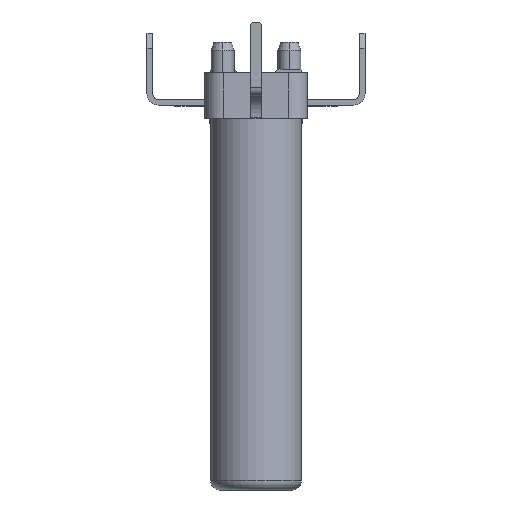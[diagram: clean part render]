
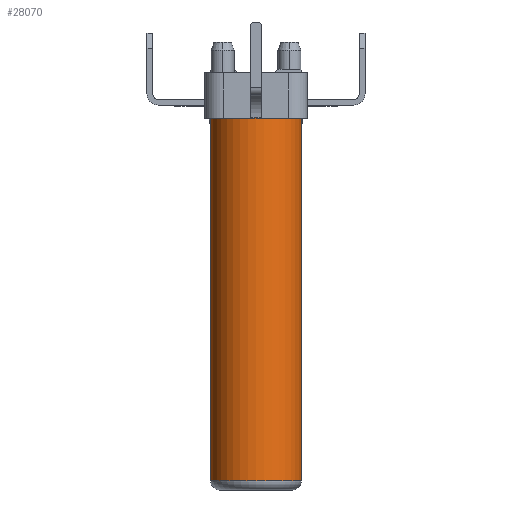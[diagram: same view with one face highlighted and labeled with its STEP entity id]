
A CAD part, left-side view. The second image highlights one B-rep face of the part: STEP entity #28070.
In plain terms, the highlighted cylindrical face has radius 1.2 mm (diameter 2.4 mm), a partial arc.
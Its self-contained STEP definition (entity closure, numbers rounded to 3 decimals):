
#6003=CARTESIAN_POINT('',(-2.925,0.05,0.714));
#6004=DIRECTION('',(0.,0.,-1.));
#6005=DIRECTION('',(0.,-1.,0.));
#6006=AXIS2_PLACEMENT_3D('',#6003,#6004,#6005);
#6008=CARTESIAN_POINT('',(-2.925,0.05,0.714));
#6009=DIRECTION('',(0.,0.,-1.));
#6010=DIRECTION('',(-1.,0.,0.));
#6011=AXIS2_PLACEMENT_3D('',#6008,#6009,#6010);
#6418=CARTESIAN_POINT('',(-2.925,0.05,-8.836));
#6419=DIRECTION('',(0.,0.,1.));
#6420=DIRECTION('',(0.,1.,0.));
#6421=AXIS2_PLACEMENT_3D('',#6418,#6419,#6420);
#6423=CARTESIAN_POINT('',(-2.925,0.05,-8.836));
#6424=DIRECTION('',(0.,0.,1.));
#6425=DIRECTION('',(-1.,0.,0.));
#6426=AXIS2_PLACEMENT_3D('',#6423,#6424,#6425);
#6433=DIRECTION('',(0.,0.,-1.));
#6434=VECTOR('',#6433,9.55);
#6435=CARTESIAN_POINT('',(-2.925,-1.15,0.714));
#6436=LINE('',#6435,#6434);
#6437=DIRECTION('',(0.,0.,1.));
#6438=VECTOR('',#6437,9.55);
#6439=CARTESIAN_POINT('',(-2.925,1.25,-8.836));
#6440=LINE('',#6439,#6438);
#16035=CARTESIAN_POINT('',(-2.925,-1.15,-8.836));
#16036=VERTEX_POINT('',#16035);
#16037=CARTESIAN_POINT('',(-2.925,1.25,-8.836));
#16038=VERTEX_POINT('',#16037);
#16039=CARTESIAN_POINT('',(-4.125,0.05,-8.836));
#16040=VERTEX_POINT('',#16039);
#16301=CARTESIAN_POINT('',(-2.925,1.25,0.714));
#16302=VERTEX_POINT('',#16301);
#16491=CARTESIAN_POINT('',(-2.925,-1.15,0.714));
#16493=VERTEX_POINT('',#16491);
#16495=CARTESIAN_POINT('',(-4.125,0.05,0.714));
#16496=VERTEX_POINT('',#16495);
#28057=CARTESIAN_POINT('',(-2.925,0.05,1.064));
#28058=DIRECTION('',(0.,0.,-1.));
#28059=DIRECTION('',(1.,0.,0.));
#28060=AXIS2_PLACEMENT_3D('',#28057,#28058,#28059);
#28061=CYLINDRICAL_SURFACE('',#28060,1.2);
#28062=ORIENTED_EDGE('',*,*,#27556,.F.);
#28063=ORIENTED_EDGE('',*,*,#27554,.F.);
#28064=ORIENTED_EDGE('',*,*,#27972,.T.);
#28065=ORIENTED_EDGE('',*,*,#28051,.F.);
#28066=ORIENTED_EDGE('',*,*,#28049,.F.);
#28067=ORIENTED_EDGE('',*,*,#27128,.T.);
#28068=EDGE_LOOP('',(#28062,#28063,#28064,#28065,#28066,#28067));
#28069=FACE_OUTER_BOUND('',#28068,.F.);
#28070=ADVANCED_FACE('',(#28069),#28061,.T.);
#6007=CIRCLE('',#6006,1.2);
#6012=CIRCLE('',#6011,1.2);
#6422=CIRCLE('',#6421,1.2);
#6427=CIRCLE('',#6426,1.2);
#27128=EDGE_CURVE('',#16038,#16302,#6440,.T.);
#27554=EDGE_CURVE('',#16493,#16496,#6007,.T.);
#27556=EDGE_CURVE('',#16496,#16302,#6012,.T.);
#27972=EDGE_CURVE('',#16493,#16036,#6436,.T.);
#28049=EDGE_CURVE('',#16038,#16040,#6422,.T.);
#28051=EDGE_CURVE('',#16040,#16036,#6427,.T.);
